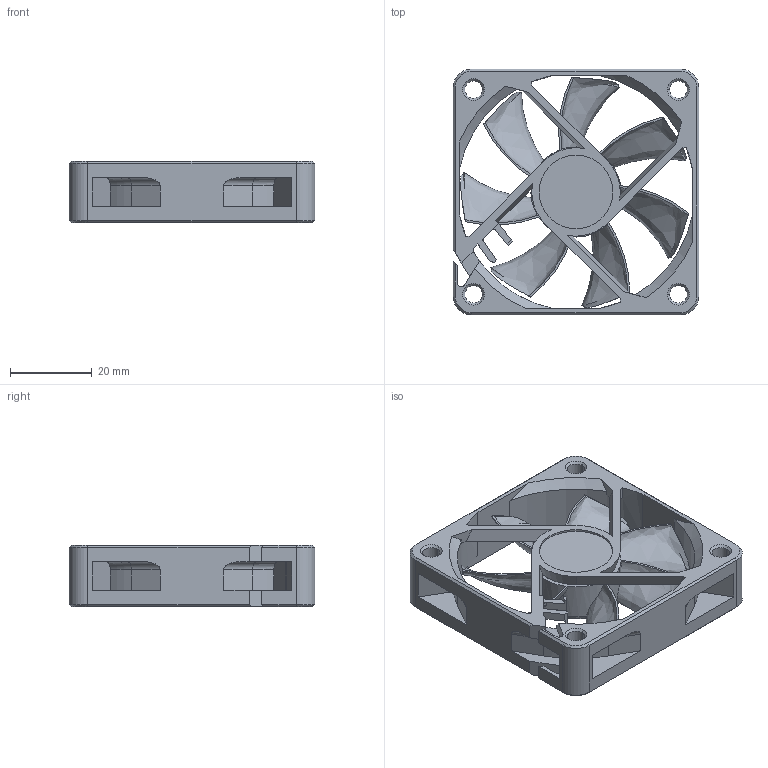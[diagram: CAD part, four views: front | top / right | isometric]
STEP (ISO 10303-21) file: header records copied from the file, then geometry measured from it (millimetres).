
FILE_DESCRIPTION (( 'STEP AP214' ), '1' );
FILE_NAME ('SUNON Fan 60x60x15 mm.STEP', '2020-01-30T15:36:05', ( '' ), ( '' ), 'SwSTEP 2.0', 'SolidWorks 2017', '' );
FILE_SCHEMA (( 'AUTOMOTIVE_DESIGN' ));
Length unit declared in the file: millimetre
Products named in the file (3): Fan-Sunont_60x60x15mm; Fan Wheel; SUNON Fan 60x60x15 mm
Assembly tree (2 placements, depth 2):
  SUNON Fan 60x60x15 mm
    Fan Wheel
    Fan-Sunont_60x60x15mm
Bounding box: 60 x 60 x 15 mm (x, y, z)
Volume: 12504.3 mm3; surface area: 17006.4 mm2
Topology: 2 solids, 2 shells, 234 faces, 615 edges, 391 vertices
Faces by surface type: plane 114, cylinder 50, cone 37, bspline 21, torus 12
Entity records: 8208 total; most frequent: CARTESIAN_POINT 2330, ORIENTED_EDGE 1230, DIRECTION 1186, EDGE_CURVE 615, AXIS2_PLACEMENT_3D 419, VERTEX_POINT 391, VECTOR 348, LINE 348
